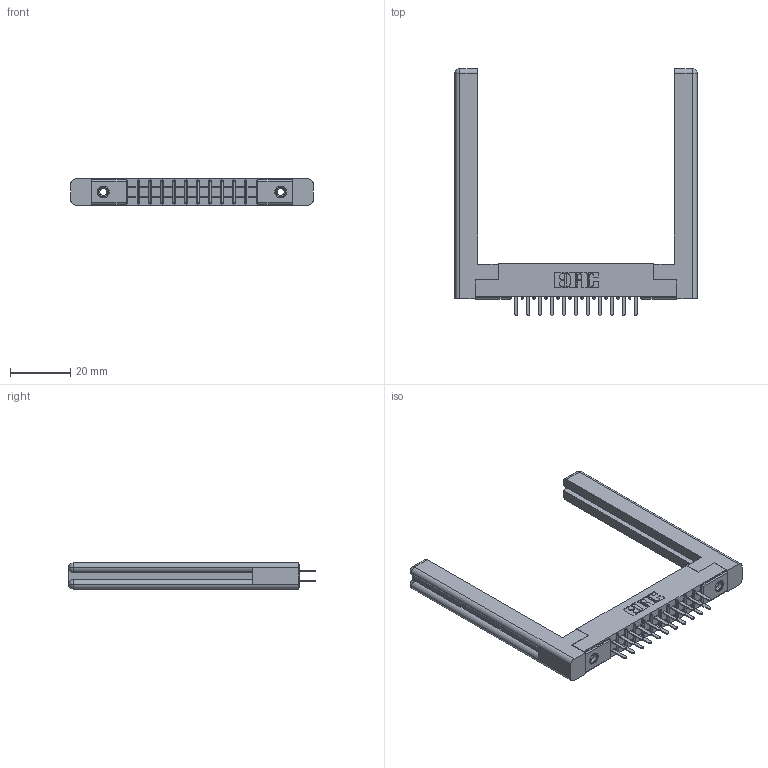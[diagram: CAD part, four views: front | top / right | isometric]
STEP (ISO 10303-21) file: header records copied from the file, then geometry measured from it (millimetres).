
FILE_DESCRIPTION (( 'STEP AP203' ), '1' );
FILE_NAME ('315-022-520-258.STEP', '2019-09-10T14:25:14', ( '' ), ( '' ), 'SwSTEP 2.0', 'SolidWorks 2016', '' );
FILE_SCHEMA (( 'CONFIG_CONTROL_DESIGN' ));
Length unit declared in the file: inch
Products named in the file (5): 307-220-058; 305 Part_.156 Dia; 345-250-001_345-250-001-102; 315-022-520-258; 305-290-001_520
Assembly tree (27 placements, depth 2):
  315-022-520-258
    305 Part_.156 Dia
    305-290-001_520  x22
    345-250-001_345-250-001-102  x2
    307-220-058  x2
Bounding box: 80.21 x 81.74 x 8.71 mm (x, y, z)
Volume: 12772.9 mm3; surface area: 13944.7 mm2
Topology: 27 solids, 27 shells, 1270 faces, 3563 edges, 2302 vertices
Faces by surface type: plane 746, cylinder 456, sphere 44, cone 12, torus 12
Entity records: 18197 total; most frequent: CARTESIAN_POINT 3026, ORIENTED_EDGE 2940, DIRECTION 2914, EDGE_CURVE 1470, VECTOR 1146, LINE 1146, VERTEX_POINT 942, AXIS2_PLACEMENT_3D 884
